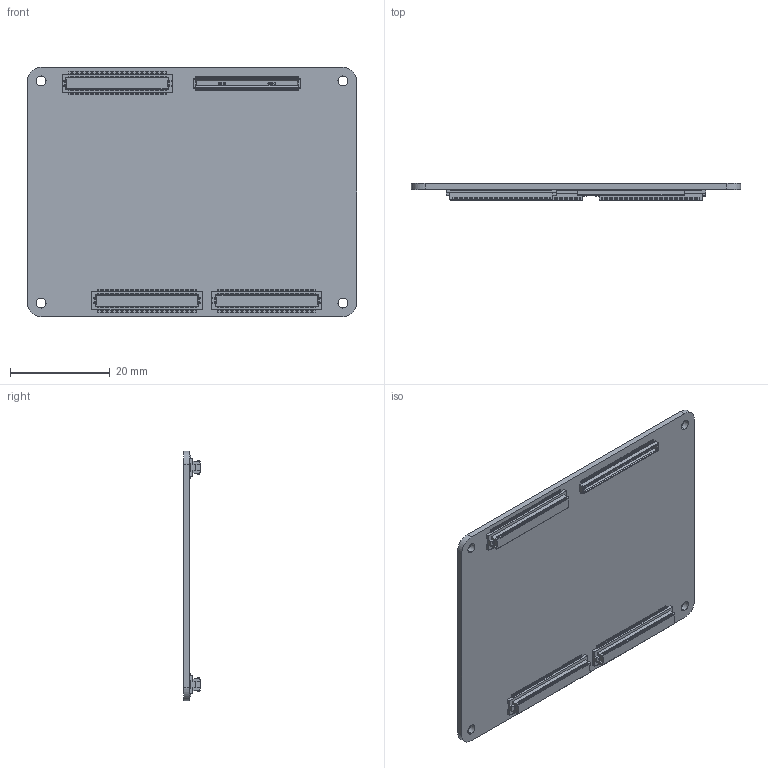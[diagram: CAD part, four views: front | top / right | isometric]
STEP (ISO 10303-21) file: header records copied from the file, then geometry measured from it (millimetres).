
FILE_DESCRIPTION (( 'STEP AP214' ), '1' );
FILE_NAME ('Firefly iCore-3588Q.step', '2023-02-13T07:55:26+00:00', 'Stefan Hamminga', '', '', '', '');
FILE_SCHEMA (( 'AUTOMOTIVE_DESIGN' ));
Length unit declared in the file: millimetre
Products named in the file (4): Hirose DF40C-100DP-0.4V; DF12NC(3.0)-80DS-0.5V(51); Firefly iCore-3588Q
Assembly tree (5 placements, depth 2):
  Firefly iCore-3588Q
    Firefly iCore-3588Q
    Hirose DF40C-100DP-0.4V
    DF12NC(3.0)-80DS-0.5V(51)  x3
Bounding box: 66 x 3.4 x 50 mm (x, y, z)
Volume: 4327.7 mm3; surface area: 8092.7 mm2
Topology: 5 solids, 5 shells, 7567 faces, 21896 edges, 14576 vertices
Faces by surface type: plane 6157, cylinder 1406, cone 4
Entity records: 126569 total; most frequent: CARTESIAN_POINT 20111, ORIENTED_EDGE 19896, DIRECTION 18274, EDGE_CURVE 9948, LINE 8396, VECTOR 8396, VERTEX_POINT 6624, AXIS2_PLACEMENT_3D 4939
